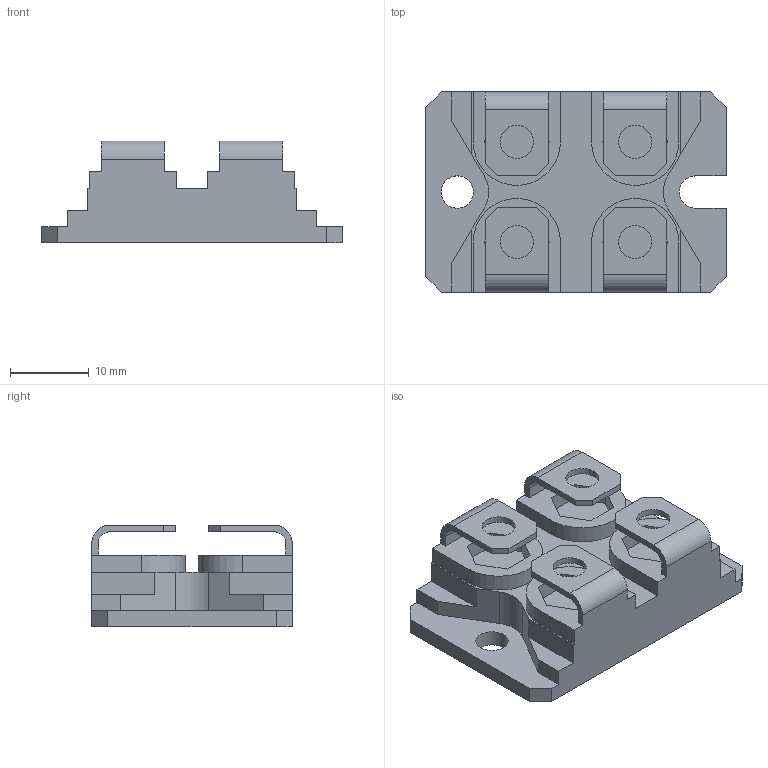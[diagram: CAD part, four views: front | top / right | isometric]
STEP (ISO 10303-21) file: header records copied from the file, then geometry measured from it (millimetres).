
FILE_DESCRIPTION (( 'STEP AP214' ), '1' );
FILE_NAME ('ISDEFAU0126825463293.step', '2006-01-26T13:25:48', ( 'sysAdmin' ), ( 'SolidWorks' ), 'SwSTEP 2.0', 'SolidWorks 2005254', '' );
FILE_SCHEMA (( 'AUTOMOTIVE_DESIGN' ));
Length unit declared in the file: inch
Products named in the file (1): ISDEFAU0126825463293
Bounding box: 38.1 x 25.4 x 12.88 mm (x, y, z)
Volume: 6077.8 mm3; surface area: 4067.7 mm2
Topology: 1 solids, 1 shells, 130 faces, 372 edges, 248 vertices
Faces by surface type: plane 103, cylinder 27
Entity records: 5115 total; most frequent: CARTESIAN_POINT 751, ORIENTED_EDGE 744, DIRECTION 688, EDGE_CURVE 372, VECTOR 318, LINE 318, VERTEX_POINT 248, AXIS2_PLACEMENT_3D 185
